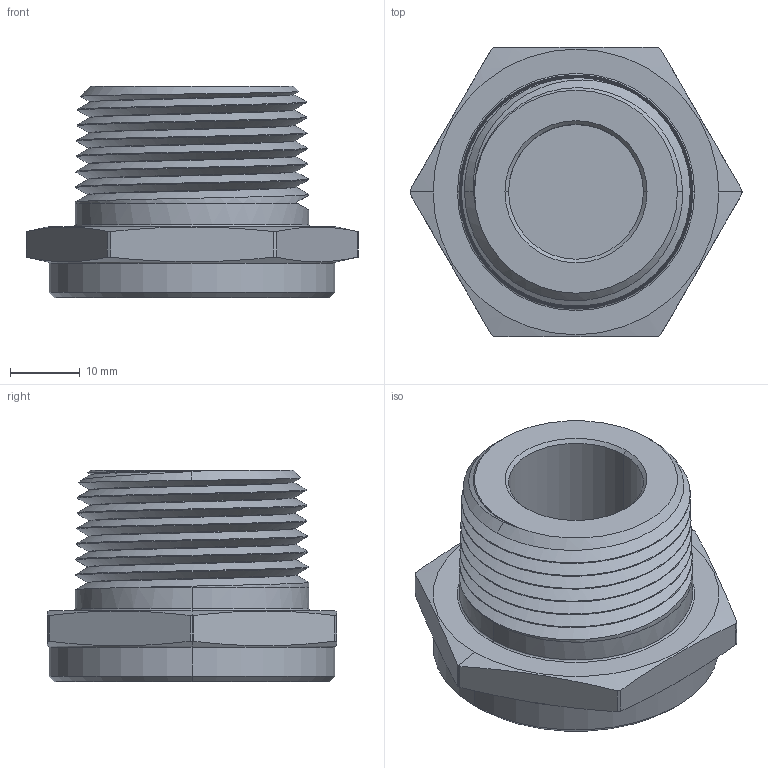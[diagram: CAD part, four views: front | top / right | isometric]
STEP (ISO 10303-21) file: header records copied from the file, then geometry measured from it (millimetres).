
FILE_DESCRIPTION (( 'STEP AP214' ), '1' );
FILE_NAME ('101016.step', '2013-08-23T19:28:19', ( '' ), ( '' ), 'SwSTEP 2.0', 'SolidWorks 2012', '' );
FILE_SCHEMA (( 'AUTOMOTIVE_DESIGN' ));
Length unit declared in the file: inch
Products named in the file (3): 402016; 403016_CUSTOMER; 101016
Assembly tree (2 placements, depth 2):
  101016
    403016_CUSTOMER
    402016
Bounding box: 47.5 x 41.4 x 30.23 mm (x, y, z)
Volume: 22875 mm3; surface area: 9614.4 mm2
Topology: 2 solids, 2 shells, 62 faces, 154 edges, 97 vertices
Faces by surface type: cone 26, cylinder 15, plane 14, torus 4, bspline 3
Entity records: 6738 total; most frequent: CARTESIAN_POINT 5223, ORIENTED_EDGE 308, DIRECTION 274, EDGE_CURVE 154, AXIS2_PLACEMENT_3D 113, VERTEX_POINT 97, EDGE_LOOP 65, ADVANCED_FACE 62
